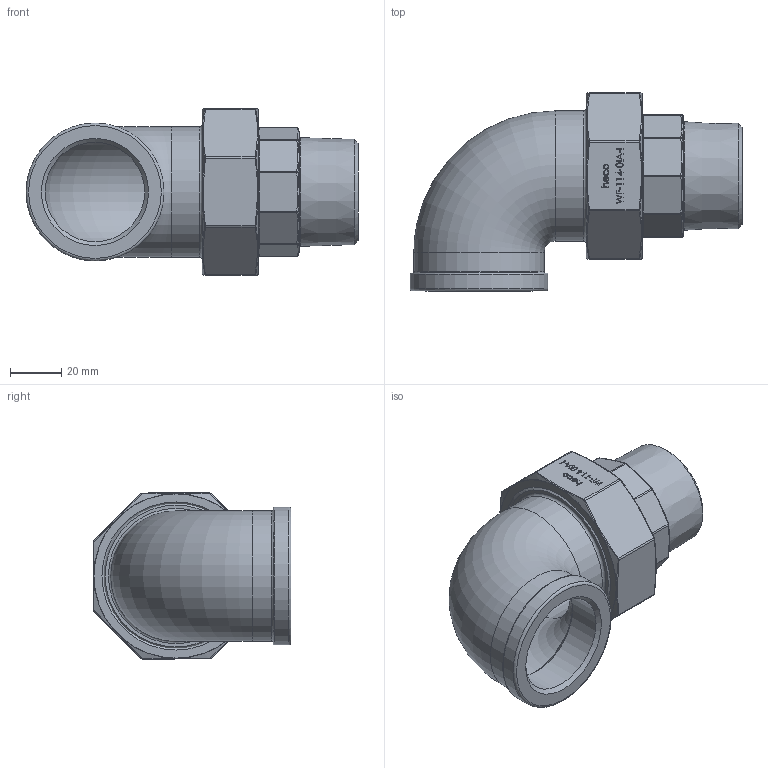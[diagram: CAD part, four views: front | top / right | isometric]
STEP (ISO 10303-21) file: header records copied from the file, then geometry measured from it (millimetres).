
FILE_DESCRIPTION (( 'STEP AP214' ), '1' );
FILE_NAME ('WF-114-0IA-I Winkelverschraubung flach 2109.STEP', '2021-09-22T10:48:29', ( '' ), ( '' ), 'SwSTEP 2.0', 'SolidWorks 2019', '' );
FILE_SCHEMA (( 'AUTOMOTIVE_DESIGN' ));
Length unit declared in the file: millimetre
Products named in the file (5): ÜM-058-052-I Überwurfmutter 114 1612; WF-114-0IA-I Winkelverschraubung flach 2109; ET-114-F0A-I Einlegeteil 1612; DI-055-0VF-I Dichtung f黵 VF114 1612; ES-114-FWI-I Schraubteil Winkel 1905
Assembly tree (4 placements, depth 2):
  WF-114-0IA-I Winkelverschraubung flach 2109
    ES-114-FWI-I Schraubteil Winkel 1905
    DI-055-0VF-I Dichtung f黵 VF114 1612
    ÜM-058-052-I Überwurfmutter 114 1612
    ET-114-F0A-I Einlegeteil 1612
Bounding box: 130 x 77.5 x 65 mm (x, y, z)
Volume: 117937.2 mm3; surface area: 56200.4 mm2
Topology: 4 solids, 4 shells, 341 faces, 823 edges, 517 vertices
Faces by surface type: plane 155, bspline 97, cylinder 43, torus 34, cone 12
Full cylindrical faces by diameter (mm): 32 x1, 38 x1, 38.95 x1, 42.5 x1, 44 x2, 51 x2, 51.5 x1, 52 x1, 54 x1, 55.5 x2, 55.84 x1, 58 x1
Entity records: 17077 total; most frequent: CARTESIAN_POINT 6449, ORIENTED_EDGE 1508, DIRECTION 1226, EDGE_CURVE 754, VERTEX_POINT 500, EDGE_LOOP 428, AXIS2_PLACEMENT_3D 425, FACE_OUTER_BOUND 381
